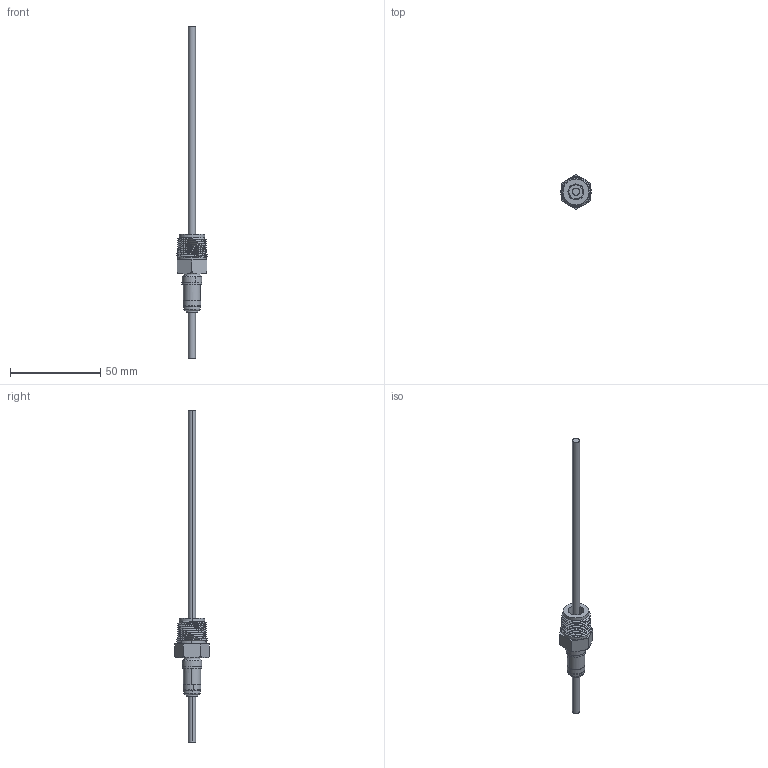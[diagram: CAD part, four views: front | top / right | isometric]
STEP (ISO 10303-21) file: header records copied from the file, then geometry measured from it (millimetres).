
FILE_DESCRIPTION (( 'STEP AP203' ), '1' );
FILE_NAME ('A0287-1-NPT.STEP', '2013-05-16T12:32:35', ( '' ), ( '' ), 'SwSTEP 2.0', 'SolidWorks 2012', '' );
FILE_SCHEMA (( 'CONFIG_CONTROL_DESIGN' ));
Length unit declared in the file: inch
Products named in the file (1): A0287-1-NPT
Bounding box: 16.86 x 19.05 x 184.15 mm (x, y, z)
Volume: 6927.4 mm3; surface area: 5543.3 mm2
Topology: 1 solids, 3 shells, 114 faces, 270 edges, 170 vertices
Faces by surface type: cylinder 36, cone 33, plane 22, torus 20, bspline 3
Entity records: 7025 total; most frequent: CARTESIAN_POINT 4344, DIRECTION 547, ORIENTED_EDGE 540, EDGE_CURVE 270, AXIS2_PLACEMENT_3D 228, VERTEX_POINT 170, EDGE_LOOP 126, CIRCLE 116
